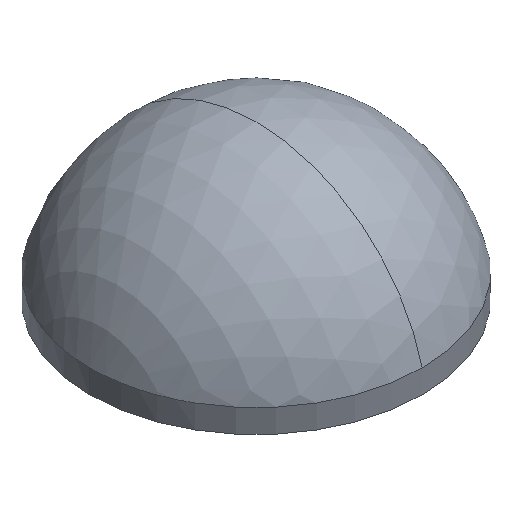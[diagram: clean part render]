
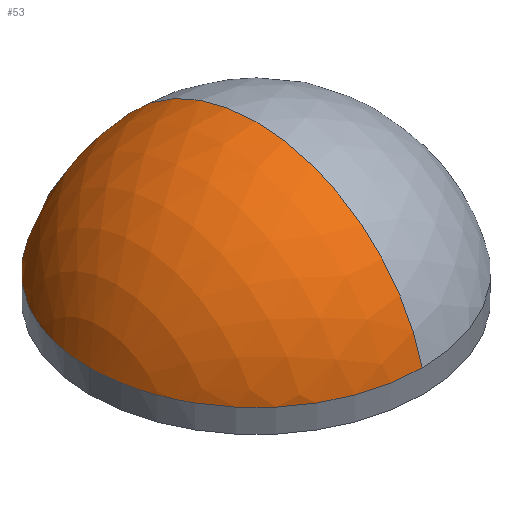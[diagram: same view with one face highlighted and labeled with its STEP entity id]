
A CAD part, isometric view. The second image highlights one B-rep face of the part: STEP entity #53.
In plain terms, the highlighted spherical face has radius 13.08 mm.
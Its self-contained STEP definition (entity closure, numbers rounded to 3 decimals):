
#1 = CIRCLE ( 'NONE', #2, 13.08 ) ;
#2 = AXIS2_PLACEMENT_3D ( 'NONE', #5, #3, #4 ) ;
#3 = DIRECTION ( 'NONE',  ( -1., 0., 0. ) ) ;
#4 = DIRECTION ( 'NONE',  ( 0., -1., 0. ) ) ;
#5 = CARTESIAN_POINT ( 'NONE',  ( 0., 0., -7.21 ) ) ;
#43 = CARTESIAN_POINT ( 'NONE',  ( 0., 0., 5.87 ) ) ;
#46 = VERTEX_POINT ( 'NONE', #116 ) ;
#47 = EDGE_CURVE ( 'NONE', #61, #46, #173, .T. ) ;
#48 = EDGE_CURVE ( 'NONE', #52, #146, #167, .T. ) ;
#49 = ORIENTED_EDGE ( 'NONE', *, *, #48, .F. ) ;
#51 = ORIENTED_EDGE ( 'NONE', *, *, #57, .T. ) ;
#52 = VERTEX_POINT ( 'NONE', #257 ) ;
#53 = ADVANCED_FACE ( 'NONE', ( #256 ), #240, .T. ) ;
#57 = EDGE_CURVE ( 'NONE', #52, #61, #231, .T. ) ;
#61 = VERTEX_POINT ( 'NONE', #216 ) ;
#63 = EDGE_LOOP ( 'NONE', ( #51, #64, #145, #49 ) ) ;
#64 = ORIENTED_EDGE ( 'NONE', *, *, #47, .T. ) ;
#116 = CARTESIAN_POINT ( 'NONE',  ( 0., -12.7, -4.08 ) ) ;
#144 = EDGE_CURVE ( 'NONE', #46, #146, #1, .T. ) ;
#145 = ORIENTED_EDGE ( 'NONE', *, *, #144, .T. ) ;
#146 = VERTEX_POINT ( 'NONE', #43 ) ;
#163 = DIRECTION ( 'NONE',  ( 0., 0., -1. ) ) ;
#164 = DIRECTION ( 'NONE',  ( 1., 0., 0. ) ) ;
#165 = CARTESIAN_POINT ( 'NONE',  ( 0., 0., -7.21 ) ) ;
#166 = AXIS2_PLACEMENT_3D ( 'NONE', #165, #164, #163 ) ;
#167 = CIRCLE ( 'NONE', #166, 13.08 ) ;
#169 = DIRECTION ( 'NONE',  ( 1., 0., 0. ) ) ;
#170 = DIRECTION ( 'NONE',  ( 0., 0., 1. ) ) ;
#171 = CARTESIAN_POINT ( 'NONE',  ( 0., 0., -4.08 ) ) ;
#172 = AXIS2_PLACEMENT_3D ( 'NONE', #171, #170, #169 ) ;
#173 = CIRCLE ( 'NONE', #172, 12.7 ) ;
#216 = CARTESIAN_POINT ( 'NONE',  ( -12.7, 0., -4.08 ) ) ;
#227 = DIRECTION ( 'NONE',  ( 1., 0., 0. ) ) ;
#228 = DIRECTION ( 'NONE',  ( 0., 0., 1. ) ) ;
#229 = CARTESIAN_POINT ( 'NONE',  ( 0., 0., -4.08 ) ) ;
#230 = AXIS2_PLACEMENT_3D ( 'NONE', #229, #228, #227 ) ;
#231 = CIRCLE ( 'NONE', #230, 12.7 ) ;
#236 = DIRECTION ( 'NONE',  ( 0., 1., 0. ) ) ;
#237 = DIRECTION ( 'NONE',  ( -1., 0., 0. ) ) ;
#238 = CARTESIAN_POINT ( 'NONE',  ( 0., 0., -7.21 ) ) ;
#239 = AXIS2_PLACEMENT_3D ( 'NONE', #238, #237, #236 ) ;
#240 = SPHERICAL_SURFACE ( 'NONE', #239, 13.08 ) ;
#256 = FACE_OUTER_BOUND ( 'NONE', #63, .T. ) ;
#257 = CARTESIAN_POINT ( 'NONE',  ( 0., 12.7, -4.08 ) ) ;
